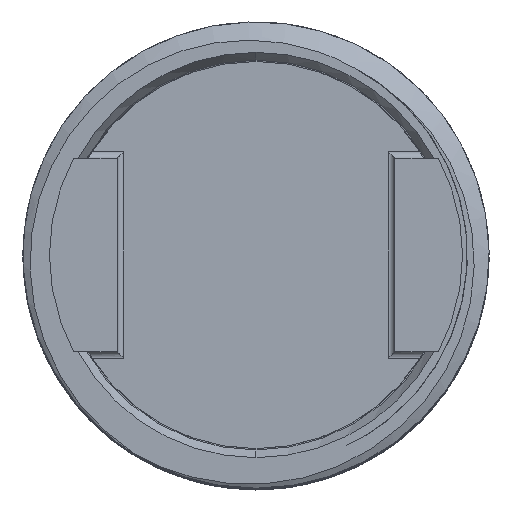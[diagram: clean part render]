
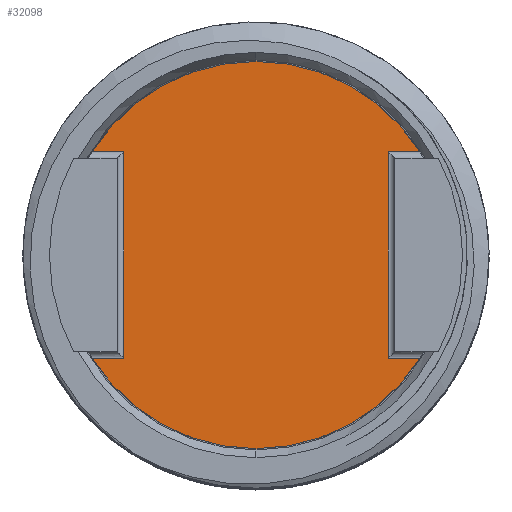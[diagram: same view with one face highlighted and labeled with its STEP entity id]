
A CAD part, top view. The second image highlights one B-rep face of the part: STEP entity #32098.
In plain terms, the highlighted planar face has unit normal (0, 0, 1).
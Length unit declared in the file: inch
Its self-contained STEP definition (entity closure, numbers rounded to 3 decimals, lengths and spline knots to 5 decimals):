
#18680=DIRECTION('',(1.,0.,0.));
#18681=VECTOR('',#18680,0.04877);
#18682=CARTESIAN_POINT('',(-0.25377,-0.16,0.));
#18683=LINE('',#18682,#18681);
#18684=DIRECTION('',(0.,1.,0.));
#18685=VECTOR('',#18684,0.32);
#18686=CARTESIAN_POINT('',(-0.205,-0.16,0.));
#18687=LINE('',#18686,#18685);
#18688=DIRECTION('',(-1.,0.,0.));
#18689=VECTOR('',#18688,0.04877);
#18690=CARTESIAN_POINT('',(-0.205,0.16,0.));
#18691=LINE('',#18690,#18689);
#18692=CARTESIAN_POINT('',(0.,0.,0.));
#18693=DIRECTION('',(0.,0.,-1.));
#18694=DIRECTION('',(-0.846,0.533,0.));
#18695=AXIS2_PLACEMENT_3D('',#18692,#18693,#18694);
#18697=DIRECTION('',(-1.,0.,0.));
#18698=VECTOR('',#18697,0.04877);
#18699=CARTESIAN_POINT('',(0.25377,0.16,0.));
#18700=LINE('',#18699,#18698);
#18701=DIRECTION('',(0.,-1.,0.));
#18702=VECTOR('',#18701,0.32);
#18703=CARTESIAN_POINT('',(0.205,0.16,0.));
#18704=LINE('',#18703,#18702);
#18705=DIRECTION('',(1.,0.,0.));
#18706=VECTOR('',#18705,0.04877);
#18707=CARTESIAN_POINT('',(0.205,-0.16,0.));
#18708=LINE('',#18707,#18706);
#18709=CARTESIAN_POINT('',(0.,0.,0.));
#18710=DIRECTION('',(0.,0.,1.));
#18711=DIRECTION('',(-0.846,-0.533,0.));
#18712=AXIS2_PLACEMENT_3D('',#18709,#18710,#18711);
#20331=CARTESIAN_POINT('',(-0.25377,-0.16,0.));
#20332=CARTESIAN_POINT('',(-0.205,-0.16,0.));
#20333=VERTEX_POINT('',#20331);
#20334=VERTEX_POINT('',#20332);
#20337=CARTESIAN_POINT('',(-0.205,0.16,0.));
#20338=VERTEX_POINT('',#20337);
#20339=CARTESIAN_POINT('',(-0.25377,0.16,0.));
#20340=VERTEX_POINT('',#20339);
#20347=CARTESIAN_POINT('',(0.205,-0.16,0.));
#20348=CARTESIAN_POINT('',(0.25377,-0.16,0.));
#20349=VERTEX_POINT('',#20347);
#20350=VERTEX_POINT('',#20348);
#20355=CARTESIAN_POINT('',(0.205,0.16,0.));
#20356=VERTEX_POINT('',#20355);
#20361=CARTESIAN_POINT('',(0.25377,0.16,0.));
#20362=VERTEX_POINT('',#20361);
#32076=CARTESIAN_POINT('',(0.,0.,0.));
#32077=DIRECTION('',(0.,0.,-1.));
#32078=DIRECTION('',(1.,0.,0.));
#32079=AXIS2_PLACEMENT_3D('',#32076,#32077,#32078);
#32080=PLANE('',#32079);
#32082=ORIENTED_EDGE('',*,*,#32081,.T.);
#32084=ORIENTED_EDGE('',*,*,#32083,.T.);
#32086=ORIENTED_EDGE('',*,*,#32085,.T.);
#32088=ORIENTED_EDGE('',*,*,#32087,.T.);
#32090=ORIENTED_EDGE('',*,*,#32089,.T.);
#32092=ORIENTED_EDGE('',*,*,#32091,.T.);
#32094=ORIENTED_EDGE('',*,*,#32093,.T.);
#32095=ORIENTED_EDGE('',*,*,#32055,.F.);
#32096=EDGE_LOOP('',(#32082,#32084,#32086,#32088,#32090,#32092,#32094,#32095));
#32097=FACE_OUTER_BOUND('',#32096,.F.);
#32098=ADVANCED_FACE('',(#32097),#32080,.F.);
#18696=CIRCLE('',#18695,0.3);
#18713=CIRCLE('',#18712,0.3);
#32055=EDGE_CURVE('',#20333,#20350,#18713,.T.);
#32081=EDGE_CURVE('',#20333,#20334,#18683,.T.);
#32083=EDGE_CURVE('',#20334,#20338,#18687,.T.);
#32085=EDGE_CURVE('',#20338,#20340,#18691,.T.);
#32087=EDGE_CURVE('',#20340,#20362,#18696,.T.);
#32089=EDGE_CURVE('',#20362,#20356,#18700,.T.);
#32091=EDGE_CURVE('',#20356,#20349,#18704,.T.);
#32093=EDGE_CURVE('',#20349,#20350,#18708,.T.);
